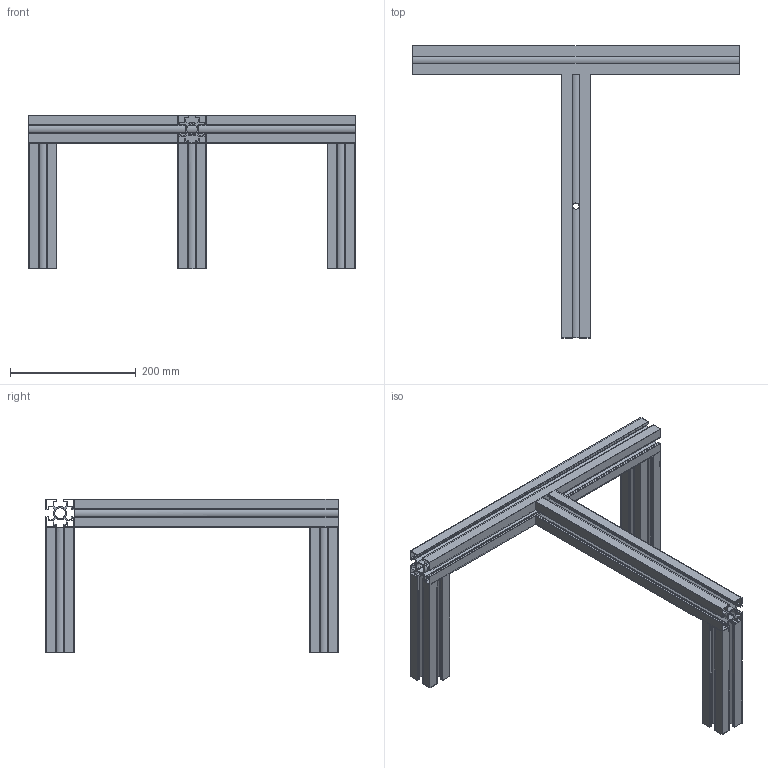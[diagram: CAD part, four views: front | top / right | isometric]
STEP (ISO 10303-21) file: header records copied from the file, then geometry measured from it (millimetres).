
FILE_DESCRIPTION( ( '' ), ' ' );
FILE_NAME( '5b02b74153e7af0fdf12e57f.step', '2018-05-21T12:10:42', ( '' ), ( '' ), ' ', ' ', ' ' );
FILE_SCHEMA( ( 'AUTOMOTIVE_DESIGN { 1 0 10303 214 1 1 1 1 }' ) );
Length unit declared in the file: metre
Products named in the file (1): singleelementbottom v2
Bounding box: 520 x 465 x 245 mm (x, y, z)
Volume: 714417.2 mm3; surface area: 976999.8 mm2
Topology: 1 solids, 1 shells, 453 faces, 1305 edges, 858 vertices
Faces by surface type: plane 421, cylinder 32
Full cylindrical faces by diameter (mm): 10 x2
Entity records: 18489 total; most frequent: CARTESIAN_POINT 2853, ORIENTED_EDGE 2606, DIRECTION 2292, EDGE_CURVE 1303, LINE 1200, VECTOR 1200, VERTEX_POINT 858, AXIS2_PLACEMENT_3D 546
